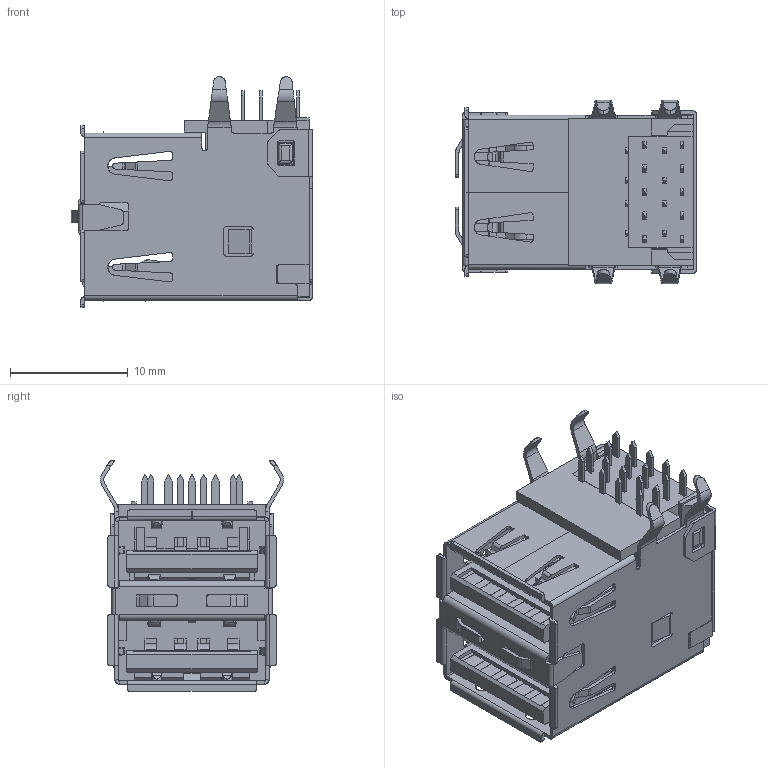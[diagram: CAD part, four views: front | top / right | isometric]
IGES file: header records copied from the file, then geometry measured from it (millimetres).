
Start section: C
Global section: file name: 692141030100.iges; native system: By Siemens PLM Incorporated; preprocessor: XPlus GENERIC/IGES 18.0.17; author: Author; organization: Title; date: 20160418.170217; units: millimetre
Bounding box: 20.5 x 15.59 x 19.61 mm (x, y, z)
Surface area: 8155.2 mm2 (no closed solid volume)
Topology: 0 solids, 0 shells, 1997 faces, 11360 edges, 11360 vertices
Faces by surface type: bspline 1997
